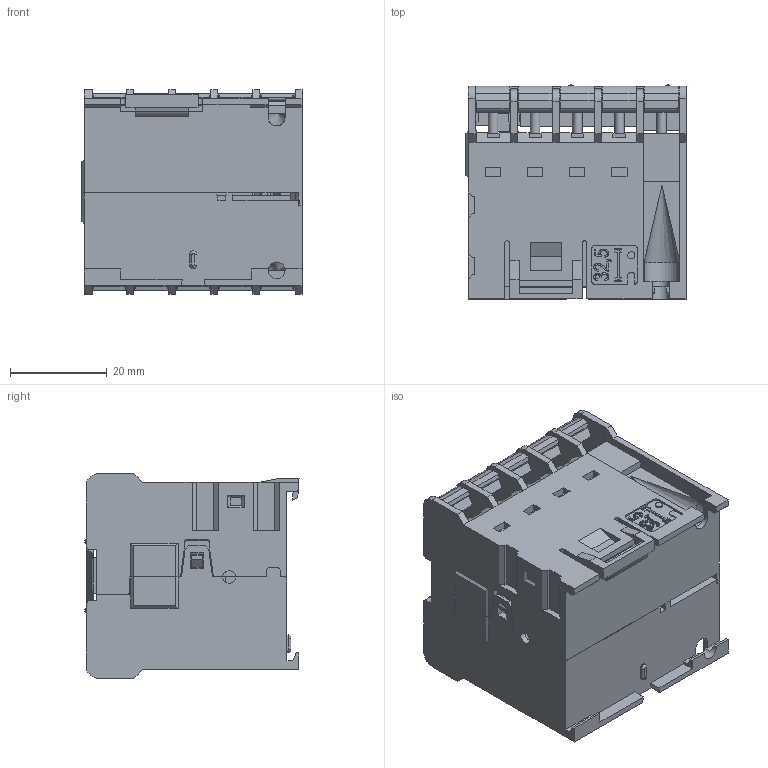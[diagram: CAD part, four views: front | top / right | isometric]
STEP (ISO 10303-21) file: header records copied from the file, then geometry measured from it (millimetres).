
FILE_DESCRIPTION((''),'2;1');
FILE_NAME('ASM0104J_ASM','2021-06-07T',('marketing.praksa'),('Audax d.o.o.'),'CREO PARAMETRIC BY PTC INC, 2017480','CREO PARAMETRIC BY PTC INC, 2017480','');
FILE_SCHEMA(('AUTOMOTIVE_DESIGN { 1 0 10303 214 1 1 1 1 }'));
Products named in the file (19): CW07-CAW04_1_1_1_1_1_1; CW07-CAW04_2_1_1_1_1; CW07-CAW04_3_1_1_1_1; CW07-CAW04_4_1_1_1_1; CW07-CAW04_5_1_1_1_1; CW07-CAW04_6_1_1_1_1; CW07-CAW04_7_1_1_1_1; CW07-CAW04_8_1_1_1_1; CW07-CAW04_9_1_1_1_1; CW07-CAW04_10_1_1_1_1; CW07-CAW04_11_1_1_1_1; CW07-CAW04_12_1_1_1_1; CW07-CAW04_13_1_1_1_1; PRT9526_1_1_2_1; PRT9526_1_1_2_2; PRT9526_1_1_2_3; PRT9526_1_1_2_ASM; WL-BASE_1_1; ASM0104J_ASM
Assembly tree (18 placements, depth 3):
  ASM0104J_ASM
    CW07-CAW04_1_1_1_1_1_1
    CW07-CAW04_2_1_1_1_1
    CW07-CAW04_3_1_1_1_1
    CW07-CAW04_4_1_1_1_1
    CW07-CAW04_5_1_1_1_1
    CW07-CAW04_6_1_1_1_1
    CW07-CAW04_7_1_1_1_1
    CW07-CAW04_8_1_1_1_1
    CW07-CAW04_9_1_1_1_1
    CW07-CAW04_10_1_1_1_1
    CW07-CAW04_11_1_1_1_1
    CW07-CAW04_12_1_1_1_1
    CW07-CAW04_13_1_1_1_1
    PRT9526_1_1_2_ASM
      PRT9526_1_1_2_1
      PRT9526_1_1_2_2
      PRT9526_1_1_2_3
    WL-BASE_1_1
Bounding box: 45.5 x 44.26 x 42.3 mm (x, y, z)
Volume: 58789.9 mm3; surface area: 29491 mm2
Topology: 17 solids, 24 shells, 1699 faces, 4898 edges, 3262 vertices
Faces by surface type: plane 1269, cylinder 281, torus 53, extrusion 37, cone 34, bspline 25
Entity records: 75827 total; most frequent: CARTESIAN_POINT 14254, ORIENTED_EDGE 9788, DIRECTION 8645, EDGE_CURVE 4894, VECTOR 3761, LINE 3724, PRESENTATION_STYLE_ASSIGNMENT 3419, STYLED_ITEM 3419
